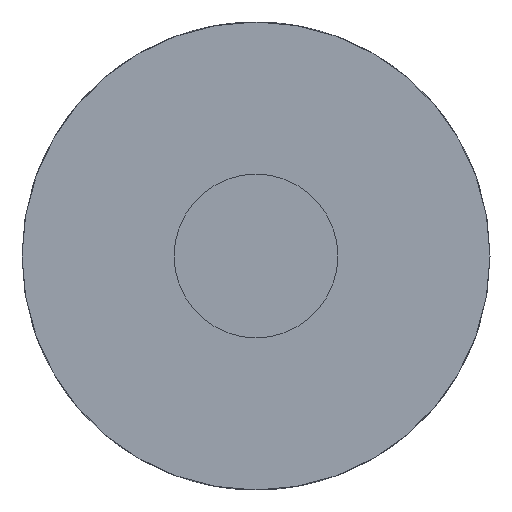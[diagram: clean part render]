
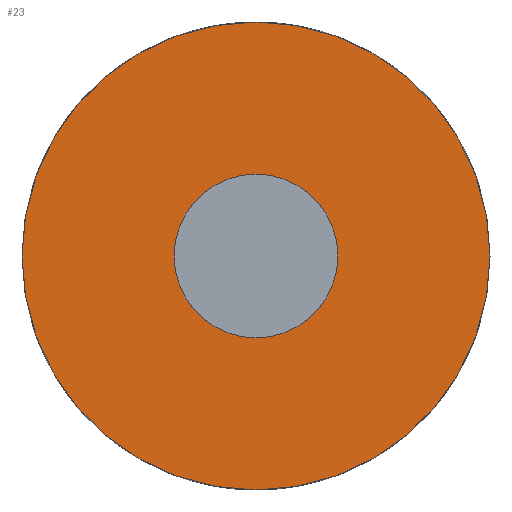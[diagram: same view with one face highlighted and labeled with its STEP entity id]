
A CAD part, left-side view. The second image highlights one B-rep face of the part: STEP entity #23.
In plain terms, the highlighted planar face has unit normal (-1, 0, 0).
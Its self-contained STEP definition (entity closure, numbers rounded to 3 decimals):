
#11 = VERTEX_POINT ( 'NONE', #786 ) ;
#20 = VERTEX_POINT ( 'NONE', #796 ) ;
#23 = ADVANCED_FACE ( 'NONE', ( #1525, #1862 ), #657, .T. ) ;
#49 = CARTESIAN_POINT ( 'NONE',  ( -145.859, -12., 77.942 ) ) ;
#51 = CARTESIAN_POINT ( 'NONE',  ( -145.859, -12., 65.942 ) ) ;
#136 = EDGE_CURVE ( 'NONE', #20, #1857, #385, .T. ) ;
#168 = AXIS2_PLACEMENT_3D ( 'NONE', #257, #988, #541 ) ;
#257 = CARTESIAN_POINT ( 'NONE',  ( -145.859, -12., 77.942 ) ) ;
#286 = DIRECTION ( 'NONE',  ( 0., 0., 1. ) ) ;
#324 = CARTESIAN_POINT ( 'NONE',  ( -145.859, -12., 73.742 ) ) ;
#331 = EDGE_CURVE ( 'NONE', #1857, #20, #1700, .T. ) ;
#349 = AXIS2_PLACEMENT_3D ( 'NONE', #49, #1552, #496 ) ;
#358 = ORIENTED_EDGE ( 'NONE', *, *, #331, .T. ) ;
#385 = CIRCLE ( 'NONE', #168, 12. ) ;
#393 = DIRECTION ( 'NONE',  ( 0., 0., 1. ) ) ;
#428 = ORIENTED_EDGE ( 'NONE', *, *, #1024, .F. ) ;
#443 = VERTEX_POINT ( 'NONE', #324 ) ;
#496 = DIRECTION ( 'NONE',  ( 0., 0., 1. ) ) ;
#511 = EDGE_LOOP ( 'NONE', ( #543, #428 ) ) ;
#541 = DIRECTION ( 'NONE',  ( 0., 0., 1. ) ) ;
#543 = ORIENTED_EDGE ( 'NONE', *, *, #1219, .F. ) ;
#657 = PLANE ( 'NONE',  #349 ) ;
#731 = AXIS2_PLACEMENT_3D ( 'NONE', #1166, #1610, #393 ) ;
#786 = CARTESIAN_POINT ( 'NONE',  ( -145.859, -12., 82.142 ) ) ;
#796 = CARTESIAN_POINT ( 'NONE',  ( -145.859, -12., 89.942 ) ) ;
#944 = AXIS2_PLACEMENT_3D ( 'NONE', #999, #1878, #286 ) ;
#971 = CIRCLE ( 'NONE', #944, 4.2 ) ;
#988 = DIRECTION ( 'NONE',  ( -1., 0., 0. ) ) ;
#993 = ORIENTED_EDGE ( 'NONE', *, *, #136, .T. ) ;
#999 = CARTESIAN_POINT ( 'NONE',  ( -145.859, -12., 77.942 ) ) ;
#1024 = EDGE_CURVE ( 'NONE', #443, #11, #1592, .T. ) ;
#1166 = CARTESIAN_POINT ( 'NONE',  ( -145.859, -12., 77.942 ) ) ;
#1218 = DIRECTION ( 'NONE',  ( -1., 0., 0. ) ) ;
#1219 = EDGE_CURVE ( 'NONE', #11, #443, #971, .T. ) ;
#1295 = AXIS2_PLACEMENT_3D ( 'NONE', #1655, #1218, #1799 ) ;
#1525 = FACE_BOUND ( 'NONE', #511, .T. ) ;
#1552 = DIRECTION ( 'NONE',  ( -1., 0., 0. ) ) ;
#1592 = CIRCLE ( 'NONE', #731, 4.2 ) ;
#1610 = DIRECTION ( 'NONE',  ( -1., 0., 0. ) ) ;
#1655 = CARTESIAN_POINT ( 'NONE',  ( -145.859, -12., 77.942 ) ) ;
#1681 = EDGE_LOOP ( 'NONE', ( #358, #993 ) ) ;
#1700 = CIRCLE ( 'NONE', #1295, 12. ) ;
#1799 = DIRECTION ( 'NONE',  ( 0., 0., 1. ) ) ;
#1857 = VERTEX_POINT ( 'NONE', #51 ) ;
#1862 = FACE_OUTER_BOUND ( 'NONE', #1681, .T. ) ;
#1878 = DIRECTION ( 'NONE',  ( -1., 0., 0. ) ) ;
